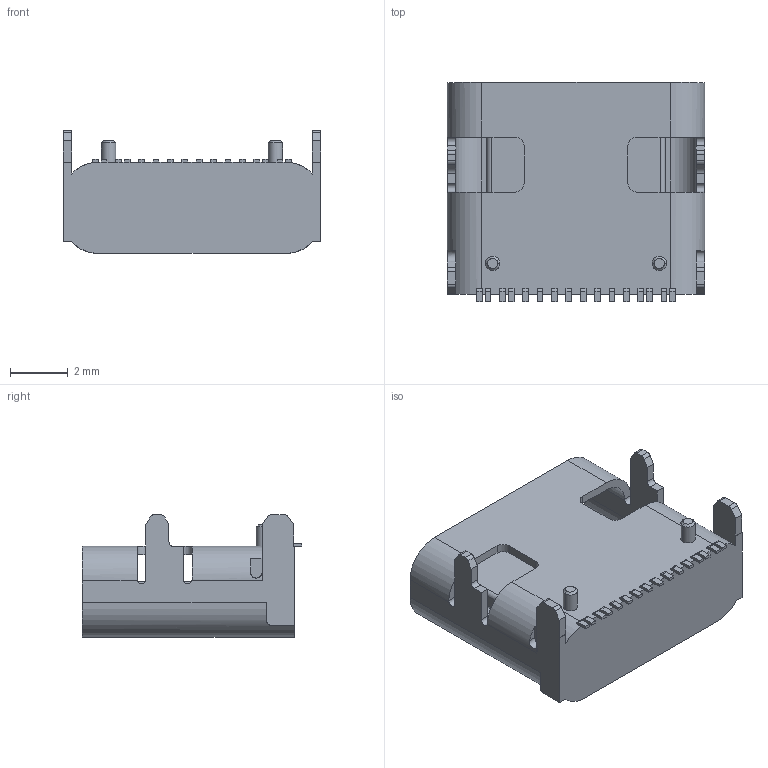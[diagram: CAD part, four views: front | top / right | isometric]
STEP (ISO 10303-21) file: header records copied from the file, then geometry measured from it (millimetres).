
FILE_DESCRIPTION((''),'2;1');
FILE_NAME('USBC002-A-F24S1BR','2019-03-15T',('Administrator'),(''),'PRO/ENGINEER BY PARAMETRIC TECHNOLOGY CORPORATION, 2012090','PRO/ENGINEER BY PARAMETRIC TECHNOLOGY CORPORATION, 2012090','');
FILE_SCHEMA(('CONFIG_CONTROL_DESIGN'));
Length unit declared in the file: millimetre
Products named in the file (1): USBC002-A-F24S1BR
Bounding box: 8.94 x 7.6 x 4.26 mm (x, y, z)
Volume: 101.4 mm3; surface area: 433.9 mm2
Topology: 1 solids, 1 shells, 230 faces, 626 edges, 398 vertices
Faces by surface type: plane 156, cylinder 62, cone 12
Entity records: 7251 total; most frequent: CARTESIAN_POINT 1319, ORIENTED_EDGE 1252, DIRECTION 1212, EDGE_CURVE 626, VECTOR 476, LINE 476, VERTEX_POINT 398, AXIS2_PLACEMENT_3D 368
